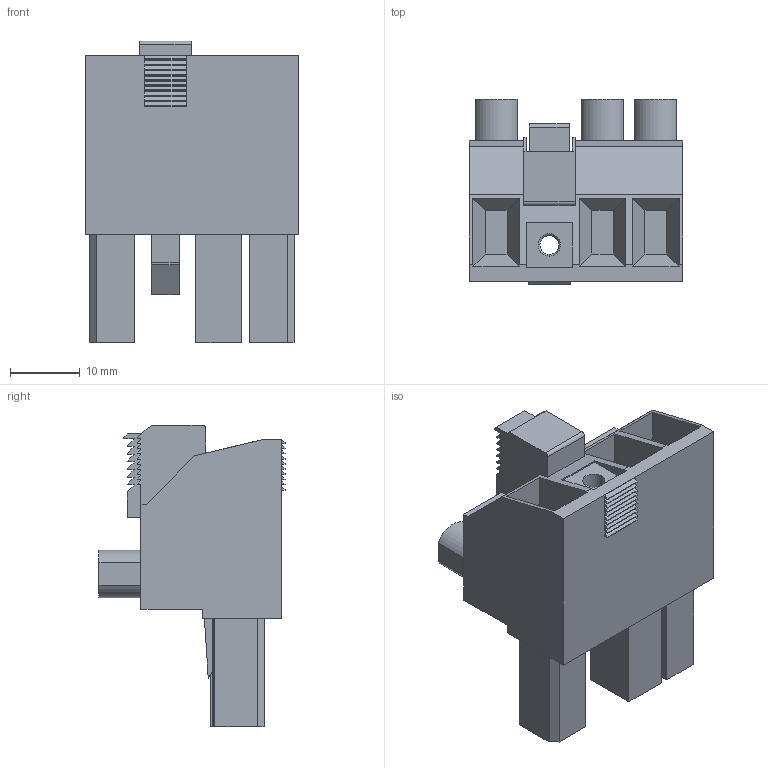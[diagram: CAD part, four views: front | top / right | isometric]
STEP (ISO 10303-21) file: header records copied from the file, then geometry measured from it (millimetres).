
FILE_DESCRIPTION(('CATIA V5 STEP Exchange','CAx-IF Rec.Pracs.--- Model Styling and Organization---1.4--- 2014-01-23'),'2;1');
FILE_NAME ('D1449474_1_1156720000_1156720000.stp','2022-01-30T10:38:13+00:00',('none'),('Weidmueller'),'CATIA Version 5-6 Release 2016','CATIA V5 STEP AP214','none');
FILE_SCHEMA(('AUTOMOTIVE_DESIGN { 1 0 10303 214 1 1 1 1 }'));
Length unit declared in the file: millimetre
Products named in the file (1): 1156720000
Bounding box: 30.48 x 26.6 x 43.15 mm (x, y, z)
Volume: 14086.9 mm3; surface area: 9109.2 mm2
Topology: 5 solids, 5 shells, 445 faces, 1295 edges, 878 vertices
Faces by surface type: plane 384, cylinder 44, bspline 6, torus 5, sphere 4, cone 2
Entity records: 15679 total; most frequent: CARTESIAN_POINT 3679, ORIENTED_EDGE 2586, DIRECTION 2055, EDGE_CURVE 1293, VECTOR 1066, LINE 1066, VERTEX_POINT 878, AXIS2_PLACEMENT_3D 551
